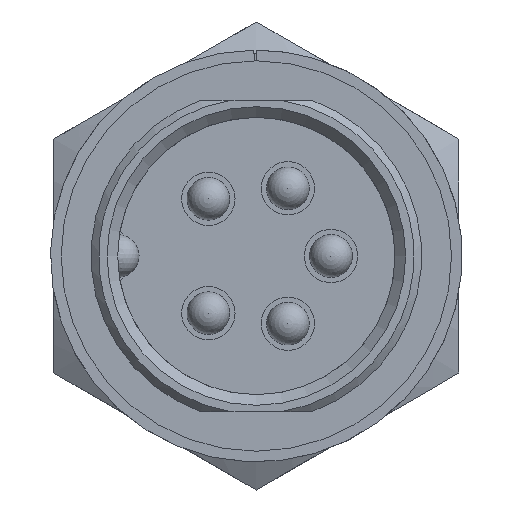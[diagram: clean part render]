
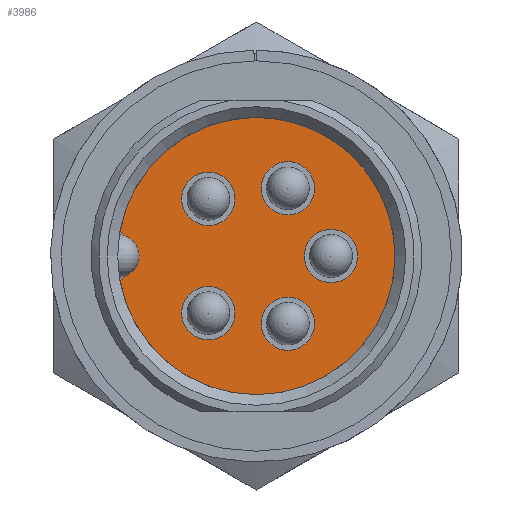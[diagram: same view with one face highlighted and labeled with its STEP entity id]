
A CAD part, left-side view. The second image highlights one B-rep face of the part: STEP entity #3986.
In plain terms, the highlighted face is planar.
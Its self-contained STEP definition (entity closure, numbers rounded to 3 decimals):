
#388=FACE_BOUND('',#947,.T.);
#389=FACE_BOUND('',#948,.T.);
#390=FACE_BOUND('',#949,.T.);
#391=FACE_BOUND('',#950,.T.);
#392=FACE_BOUND('',#951,.T.);
#493=PLANE('',#4369);
#707=FACE_OUTER_BOUND('',#946,.T.);
#946=EDGE_LOOP('',(#3693,#3694,#3695));
#947=EDGE_LOOP('',(#3696));
#948=EDGE_LOOP('',(#3697));
#949=EDGE_LOOP('',(#3698));
#950=EDGE_LOOP('',(#3699));
#951=EDGE_LOOP('',(#3700));
#1590=CIRCLE('',#4355,1.25);
#1591=CIRCLE('',#4357,1.25);
#1592=CIRCLE('',#4359,1.25);
#1593=CIRCLE('',#4361,1.25);
#1594=CIRCLE('',#4363,1.25);
#1595=CIRCLE('',#4365,6.65);
#1597=CIRCLE('',#4367,6.65);
#1598=CIRCLE('',#4370,1.5);
#1970=VERTEX_POINT('',#8335);
#1971=VERTEX_POINT('',#8339);
#1972=VERTEX_POINT('',#8343);
#1973=VERTEX_POINT('',#8347);
#1974=VERTEX_POINT('',#8351);
#1975=VERTEX_POINT('',#8355);
#1976=VERTEX_POINT('',#8356);
#1979=VERTEX_POINT('',#8362);
#2541=EDGE_CURVE('',#1970,#1970,#1590,.T.);
#2543=EDGE_CURVE('',#1971,#1971,#1591,.T.);
#2545=EDGE_CURVE('',#1972,#1972,#1592,.T.);
#2547=EDGE_CURVE('',#1973,#1973,#1593,.T.);
#2549=EDGE_CURVE('',#1974,#1974,#1594,.T.);
#2551=EDGE_CURVE('',#1975,#1976,#1595,.T.);
#2555=EDGE_CURVE('',#1976,#1979,#1597,.T.);
#2557=EDGE_CURVE('',#1975,#1979,#1598,.T.);
#3693=ORIENTED_EDGE('',*,*,#2557,.F.);
#3694=ORIENTED_EDGE('',*,*,#2551,.T.);
#3695=ORIENTED_EDGE('',*,*,#2555,.T.);
#3696=ORIENTED_EDGE('',*,*,#2541,.T.);
#3697=ORIENTED_EDGE('',*,*,#2543,.T.);
#3698=ORIENTED_EDGE('',*,*,#2545,.T.);
#3699=ORIENTED_EDGE('',*,*,#2547,.T.);
#3700=ORIENTED_EDGE('',*,*,#2549,.T.);
#3986=ADVANCED_FACE('',(#707,#388,#389,#390,#391,#392),#493,.T.);
#4355=AXIS2_PLACEMENT_3D('',#8336,#5163,#5164);
#4357=AXIS2_PLACEMENT_3D('',#8340,#5168,#5169);
#4359=AXIS2_PLACEMENT_3D('',#8344,#5173,#5174);
#4361=AXIS2_PLACEMENT_3D('',#8348,#5178,#5179);
#4363=AXIS2_PLACEMENT_3D('',#8352,#5183,#5184);
#4365=AXIS2_PLACEMENT_3D('',#8357,#5188,#5189);
#4367=AXIS2_PLACEMENT_3D('',#8364,#5194,#5195);
#4369=AXIS2_PLACEMENT_3D('',#8367,#5199,#5200);
#4370=AXIS2_PLACEMENT_3D('',#8368,#5201,#5202);
#5163=DIRECTION('center_axis',(0.,0.,-1.));
#5164=DIRECTION('ref_axis',(-1.,0.,0.));
#5168=DIRECTION('center_axis',(0.,0.,-1.));
#5169=DIRECTION('ref_axis',(-1.,0.,0.));
#5173=DIRECTION('center_axis',(0.,0.,-1.));
#5174=DIRECTION('ref_axis',(-1.,0.,0.));
#5178=DIRECTION('center_axis',(0.,0.,-1.));
#5179=DIRECTION('ref_axis',(-1.,0.,0.));
#5183=DIRECTION('center_axis',(0.,0.,-1.));
#5184=DIRECTION('ref_axis',(-1.,0.,0.));
#5188=DIRECTION('center_axis',(0.,0.,1.));
#5189=DIRECTION('ref_axis',(1.,0.,0.));
#5194=DIRECTION('center_axis',(0.,0.,1.));
#5195=DIRECTION('ref_axis',(1.,0.,0.));
#5199=DIRECTION('center_axis',(0.,0.,1.));
#5200=DIRECTION('ref_axis',(1.,0.,0.));
#5201=DIRECTION('center_axis',(0.,0.,1.));
#5202=DIRECTION('ref_axis',(1.,0.,0.));
#8335=CARTESIAN_POINT('',(-1.922,-1.479,0.));
#8336=CARTESIAN_POINT('Origin',(-3.172,-1.479,0.));
#8339=CARTESIAN_POINT('',(-1.431,2.25,0.));
#8340=CARTESIAN_POINT('Origin',(-2.681,2.25,0.));
#8343=CARTESIAN_POINT('',(1.25,-3.5,0.));
#8344=CARTESIAN_POINT('Origin',(0.,-3.5,0.));
#8347=CARTESIAN_POINT('',(3.931,2.25,0.));
#8348=CARTESIAN_POINT('Origin',(2.681,2.25,0.));
#8351=CARTESIAN_POINT('',(4.422,-1.479,0.));
#8352=CARTESIAN_POINT('Origin',(3.172,-1.479,0.));
#8355=CARTESIAN_POINT('',(-1.25,6.531,0.));
#8356=CARTESIAN_POINT('',(-6.65,0.,0.));
#8357=CARTESIAN_POINT('Origin',(0.,0.,0.));
#8362=CARTESIAN_POINT('',(1.25,6.531,0.));
#8364=CARTESIAN_POINT('Origin',(0.,0.,0.));
#8367=CARTESIAN_POINT('Origin',(0.,0.,0.));
#8368=CARTESIAN_POINT('Origin',(0.,7.361,0.));
